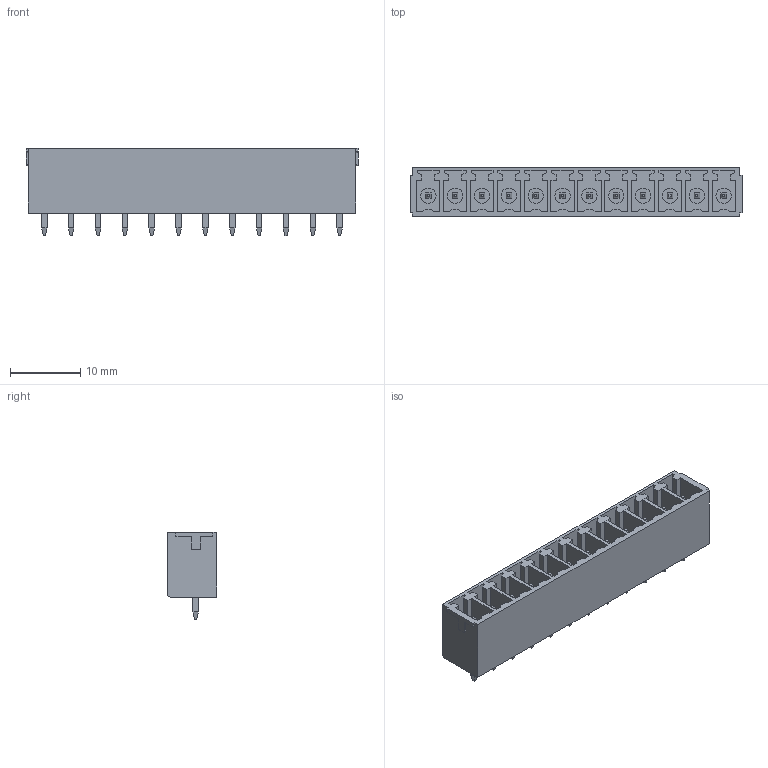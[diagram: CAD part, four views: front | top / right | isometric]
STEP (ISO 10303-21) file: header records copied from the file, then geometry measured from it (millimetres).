
FILE_DESCRIPTION((''),'2;1');
FILE_NAME('WEIDMULLER_1942940000.stp','2012-09-20T14:31:41',(''),(''),'Mechanical Desktop 2011','Mechanical Desktop 2011',', , ');
FILE_SCHEMA(('AUTOMOTIVE_DESIGN { 1 2 10303 214 1 1 1 1 }'));
Length unit declared in the file: millimetre
Products named in the file (1): Product
Bounding box: 47.11 x 7.05 x 12.4 mm (x, y, z)
Volume: 1734.4 mm3; surface area: 3785.9 mm2
Topology: 37 solids, 37 shells, 499 faces, 1143 edges, 730 vertices
Faces by surface type: plane 454, cylinder 45
Entity records: 13735 total; most frequent: CARTESIAN_POINT 2373, ORIENTED_EDGE 2286, DIRECTION 2233, EDGE_CURVE 1143, VECTOR 1053, LINE 1053, VERTEX_POINT 730, AXIS2_PLACEMENT_3D 590
